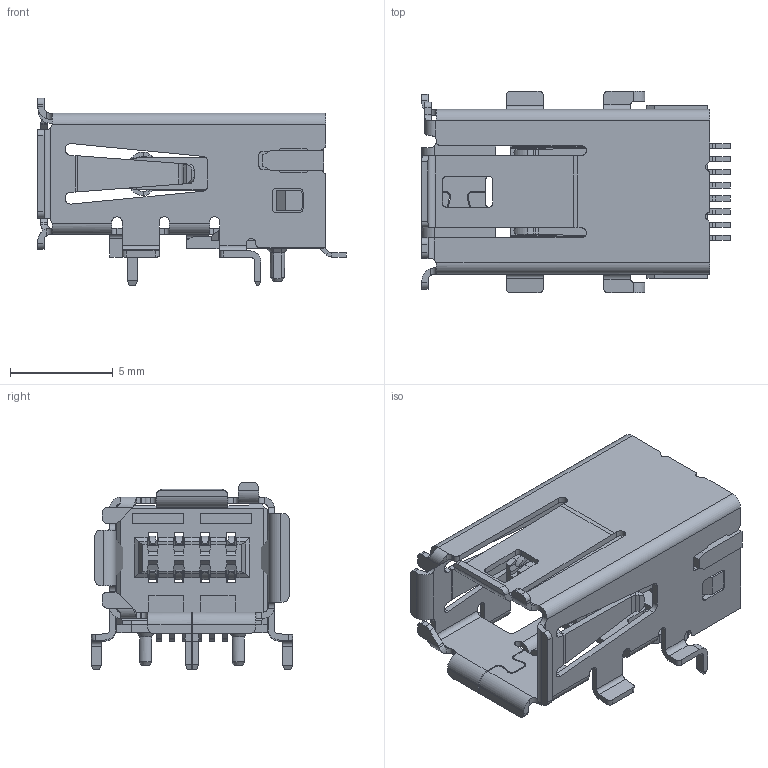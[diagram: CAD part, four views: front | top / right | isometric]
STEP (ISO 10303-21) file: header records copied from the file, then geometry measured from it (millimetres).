
FILE_DESCRIPTION( ('This file contains a STEP AP42 implementation' ,'as created by ZW3D STEP Interface translator.') ,'2;1' );
FILE_NAME( '6361-08FZXXDXMRX.stp' ,'231023.114618', (''), ('ZWCAD Software Co.'), 'Version 1.0', 'ZW3D to STEP translator', '' );
FILE_SCHEMA(('AUTOMOTIVE_DESIGN { 1 0 10303 214 1 1 1 1 }'));
Length unit declared in the file: millimetre
Products named in the file (2): 0; 6361-08FZXXDXMRX
Bounding box: 15 x 9.82 x 9.13 mm (x, y, z)
Surface area: 1306.1 mm2 (no closed solid volume)
Topology: 0 solids, 1 shells, 1776 faces, 4841 edges, 2991 vertices
Faces by surface type: plane 1277, cylinder 467, bspline 28, cone 4
Entity records: 59427 total; most frequent: CARTESIAN_POINT 12446, ORIENTED_EDGE 9894, DIRECTION 9039, EDGE_CURVE 4833, VECTOR 3791, LINE 3791, VERTEX_POINT 2991, AXIS2_PLACEMENT_3D 2624
